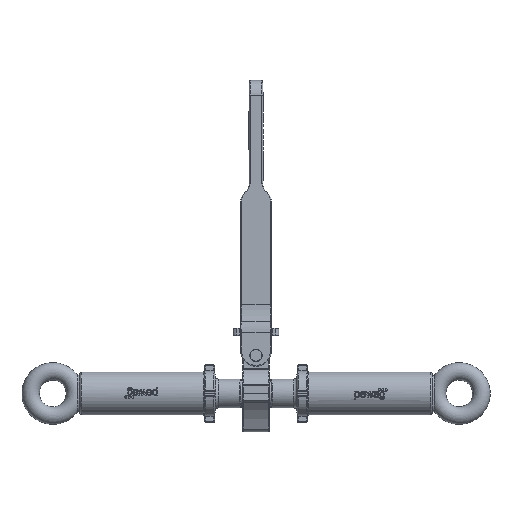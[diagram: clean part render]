
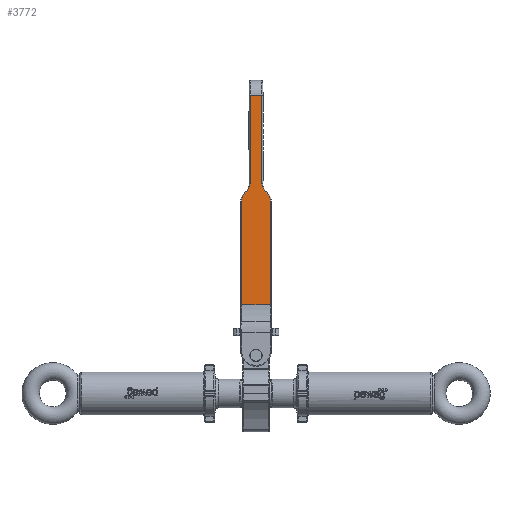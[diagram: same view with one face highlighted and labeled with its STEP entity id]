
A CAD part, top view. The second image highlights one B-rep face of the part: STEP entity #3772.
In plain terms, the highlighted planar face has unit normal (0, 0, 1).
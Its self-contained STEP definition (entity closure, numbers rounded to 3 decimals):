
#1114=PLANE('',#29141);
#2172=FACE_OUTER_BOUND('',#6176,.T.);
#3772=ADVANCED_FACE('',(#2172),#1114,.T.);
#6176=EDGE_LOOP('',(#12631,#12632,#12633,#12634,#12635,#12636,#12637,#12638,
#12639,#12640,#12641,#12642));
#12631=ORIENTED_EDGE('',*,*,#21361,.T.);
#12632=ORIENTED_EDGE('',*,*,#21374,.T.);
#12633=ORIENTED_EDGE('',*,*,#21375,.T.);
#12634=ORIENTED_EDGE('',*,*,#21376,.T.);
#12635=ORIENTED_EDGE('',*,*,#21377,.T.);
#12636=ORIENTED_EDGE('',*,*,#21378,.T.);
#12637=ORIENTED_EDGE('',*,*,#21379,.F.);
#12638=ORIENTED_EDGE('',*,*,#21380,.T.);
#12639=ORIENTED_EDGE('',*,*,#21381,.T.);
#12640=ORIENTED_EDGE('',*,*,#21382,.T.);
#12641=ORIENTED_EDGE('',*,*,#21383,.T.);
#12642=ORIENTED_EDGE('',*,*,#21384,.T.);
#18158=VERTEX_POINT('',#51176);
#18159=VERTEX_POINT('',#51178);
#18170=VERTEX_POINT('',#51204);
#18171=VERTEX_POINT('',#51206);
#18172=VERTEX_POINT('',#51208);
#18173=VERTEX_POINT('',#51210);
#18174=VERTEX_POINT('',#51212);
#18175=VERTEX_POINT('',#51214);
#18176=VERTEX_POINT('',#51216);
#18177=VERTEX_POINT('',#51218);
#18178=VERTEX_POINT('',#51220);
#18179=VERTEX_POINT('',#51222);
#21361=EDGE_CURVE('',#18159,#18158,#24020,.T.);
#21374=EDGE_CURVE('',#18158,#18170,#24028,.T.);
#21375=EDGE_CURVE('',#18170,#18171,#27674,.T.);
#21376=EDGE_CURVE('',#18171,#18172,#24029,.T.);
#21377=EDGE_CURVE('',#18172,#18173,#27675,.T.);
#21378=EDGE_CURVE('',#18173,#18174,#24030,.T.);
#21379=EDGE_CURVE('',#18175,#18174,#24031,.T.);
#21380=EDGE_CURVE('',#18175,#18176,#24032,.T.);
#21381=EDGE_CURVE('',#18176,#18177,#27676,.T.);
#21382=EDGE_CURVE('',#18177,#18178,#24033,.T.);
#21383=EDGE_CURVE('',#18178,#18179,#27677,.T.);
#21384=EDGE_CURVE('',#18179,#18159,#24034,.T.);
#24020=LINE('',#51177,#25786);
#24028=LINE('',#51203,#25794);
#24029=LINE('',#51207,#25795);
#24030=LINE('',#51211,#25796);
#24031=LINE('',#51213,#25797);
#24032=LINE('',#51215,#25798);
#24033=LINE('',#51219,#25799);
#24034=LINE('',#51223,#25800);
#25786=VECTOR('',#33140,1.);
#25794=VECTOR('',#33162,1.);
#25795=VECTOR('',#33165,1.);
#25796=VECTOR('',#33168,1.);
#25797=VECTOR('',#33169,1.);
#25798=VECTOR('',#33170,1.);
#25799=VECTOR('',#33173,1.);
#25800=VECTOR('',#33176,1.);
#27674=CIRCLE('',#29137,16.);
#27675=CIRCLE('',#29138,14.);
#27676=CIRCLE('',#29139,14.);
#27677=CIRCLE('',#29140,16.);
#29137=AXIS2_PLACEMENT_3D('',#51205,#33163,#33164);
#29138=AXIS2_PLACEMENT_3D('',#51209,#33166,#33167);
#29139=AXIS2_PLACEMENT_3D('',#51217,#33171,#33172);
#29140=AXIS2_PLACEMENT_3D('',#51221,#33174,#33175);
#29141=AXIS2_PLACEMENT_3D('',#51224,#33177,#33178);
#33140=DIRECTION('',(-1.,0.,0.));
#33162=DIRECTION('',(0.,-1.,0.));
#33163=DIRECTION('',(0.,0.,-1.));
#33164=DIRECTION('',(0.,-1.,0.));
#33165=DIRECTION('',(-0.727,-0.687,0.));
#33166=DIRECTION('',(0.,0.,1.));
#33167=DIRECTION('',(0.,-1.,0.));
#33168=DIRECTION('',(0.,-1.,0.));
#33169=DIRECTION('',(-1.,0.,0.));
#33170=DIRECTION('',(0.,1.,0.));
#33171=DIRECTION('',(0.,0.,1.));
#33172=DIRECTION('',(0.,-1.,0.));
#33173=DIRECTION('',(-0.727,0.687,0.));
#33174=DIRECTION('',(0.,0.,-1.));
#33175=DIRECTION('',(0.,-1.,0.));
#33176=DIRECTION('',(0.,1.,0.));
#33177=DIRECTION('',(0.,0.,1.));
#33178=DIRECTION('',(0.,-1.,0.));
#51176=CARTESIAN_POINT('',(-7.676,391.302,19.359));
#51177=CARTESIAN_POINT('',(0.,391.302,19.359));
#51178=CARTESIAN_POINT('',(7.676,391.302,19.359));
#51203=CARTESIAN_POINT('',(-7.676,116.661,19.359));
#51204=CARTESIAN_POINT('',(-7.676,275.904,19.359));
#51205=CARTESIAN_POINT('',(-23.676,275.904,19.359));
#51206=CARTESIAN_POINT('',(-12.689,264.274,19.359));
#51207=CARTESIAN_POINT('',(-79.671,200.997,19.359));
#51208=CARTESIAN_POINT('',(-14.614,262.455,19.359));
#51209=CARTESIAN_POINT('',(-5.,252.278,19.359));
#51210=CARTESIAN_POINT('',(-19.,252.278,19.359));
#51211=CARTESIAN_POINT('',(-19.,116.661,19.359));
#51212=CARTESIAN_POINT('',(-19.,116.661,19.359));
#51213=CARTESIAN_POINT('',(0.,116.661,19.359));
#51214=CARTESIAN_POINT('',(19.,116.661,19.359));
#51215=CARTESIAN_POINT('',(19.,116.661,19.359));
#51216=CARTESIAN_POINT('',(19.,252.278,19.359));
#51217=CARTESIAN_POINT('',(5.,252.278,19.359));
#51218=CARTESIAN_POINT('',(14.614,262.455,19.359));
#51219=CARTESIAN_POINT('',(79.671,200.997,19.359));
#51220=CARTESIAN_POINT('',(12.689,264.274,19.359));
#51221=CARTESIAN_POINT('',(23.676,275.904,19.359));
#51222=CARTESIAN_POINT('',(7.676,275.904,19.359));
#51223=CARTESIAN_POINT('',(7.676,116.661,19.359));
#51224=CARTESIAN_POINT('',(0.,116.661,19.359));
